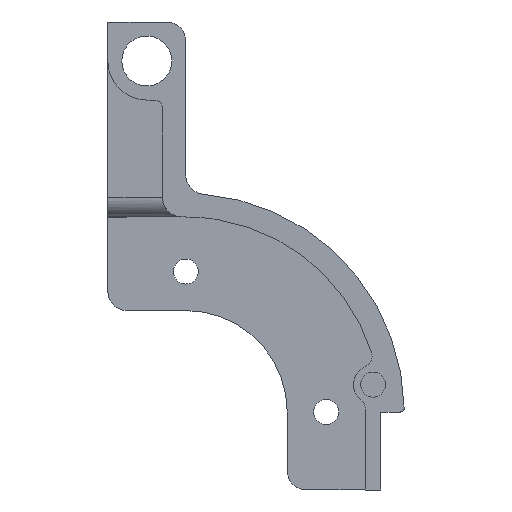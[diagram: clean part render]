
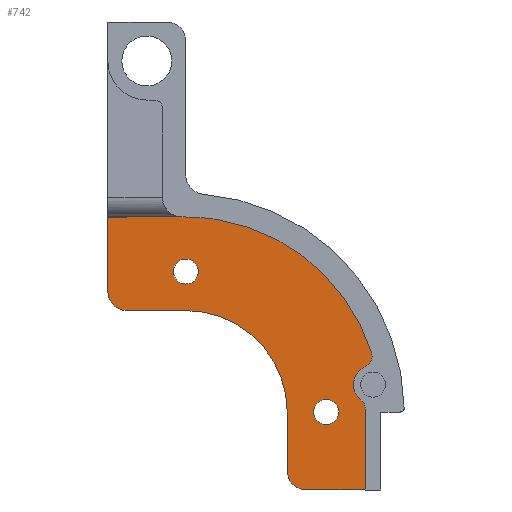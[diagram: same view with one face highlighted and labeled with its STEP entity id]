
A CAD part, front view. The second image highlights one B-rep face of the part: STEP entity #742.
In plain terms, the highlighted planar face has unit normal (0, -1, 0).
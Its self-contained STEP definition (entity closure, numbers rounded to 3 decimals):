
#23=FACE_BOUND('',#96,.T.);
#24=FACE_BOUND('',#97,.T.);
#30=PLANE('',#817);
#53=FACE_OUTER_BOUND('',#95,.T.);
#95=EDGE_LOOP('',(#533,#534,#535,#536,#537,#538,#539,#540,#541,#542,#543,
#544,#545,#546));
#96=EDGE_LOOP('',(#547));
#97=EDGE_LOOP('',(#548,#549));
#148=LINE('',#1204,#211);
#149=LINE('',#1206,#212);
#150=LINE('',#1210,#213);
#151=LINE('',#1214,#214);
#152=LINE('',#1218,#215);
#153=LINE('',#1219,#216);
#211=VECTOR('',#957,10.);
#212=VECTOR('',#958,9.5);
#213=VECTOR('',#961,7.5);
#214=VECTOR('',#964,7.5);
#215=VECTOR('',#967,7.5);
#216=VECTOR('',#968,10.378);
#273=CIRCLE('',#809,1.5);
#276=CIRCLE('',#813,25.);
#277=CIRCLE('',#815,1.5);
#279=CIRCLE('',#818,25.);
#280=CIRCLE('',#819,2.5);
#281=CIRCLE('',#820,13.);
#282=CIRCLE('',#821,2.5);
#283=CIRCLE('',#822,2.5);
#284=CIRCLE('',#823,1.6);
#285=CIRCLE('',#824,1.6);
#286=CIRCLE('',#825,1.6);
#329=VERTEX_POINT('',#1177);
#330=VERTEX_POINT('',#1178);
#334=VERTEX_POINT('',#1188);
#335=VERTEX_POINT('',#1192);
#336=VERTEX_POINT('',#1193);
#339=VERTEX_POINT('',#1201);
#340=VERTEX_POINT('',#1203);
#341=VERTEX_POINT('',#1205);
#342=VERTEX_POINT('',#1207);
#343=VERTEX_POINT('',#1209);
#344=VERTEX_POINT('',#1211);
#345=VERTEX_POINT('',#1213);
#346=VERTEX_POINT('',#1215);
#347=VERTEX_POINT('',#1217);
#348=VERTEX_POINT('',#1221);
#349=VERTEX_POINT('',#1223);
#350=VERTEX_POINT('',#1224);
#407=EDGE_CURVE('',#329,#330,#273,.T.);
#413=EDGE_CURVE('',#334,#329,#276,.T.);
#414=EDGE_CURVE('',#335,#336,#277,.T.);
#418=EDGE_CURVE('',#339,#334,#279,.T.);
#419=EDGE_CURVE('',#340,#339,#148,.T.);
#420=EDGE_CURVE('',#341,#340,#149,.T.);
#421=EDGE_CURVE('',#342,#341,#280,.T.);
#422=EDGE_CURVE('',#342,#343,#150,.T.);
#423=EDGE_CURVE('',#343,#344,#281,.T.);
#424=EDGE_CURVE('',#344,#345,#151,.T.);
#425=EDGE_CURVE('',#346,#345,#282,.T.);
#426=EDGE_CURVE('',#346,#347,#152,.T.);
#427=EDGE_CURVE('',#336,#347,#153,.T.);
#428=EDGE_CURVE('',#330,#335,#283,.T.);
#429=EDGE_CURVE('',#348,#348,#284,.T.);
#430=EDGE_CURVE('',#349,#350,#285,.T.);
#431=EDGE_CURVE('',#350,#349,#286,.T.);
#533=ORIENTED_EDGE('',*,*,#407,.F.);
#534=ORIENTED_EDGE('',*,*,#413,.F.);
#535=ORIENTED_EDGE('',*,*,#418,.F.);
#536=ORIENTED_EDGE('',*,*,#419,.F.);
#537=ORIENTED_EDGE('',*,*,#420,.F.);
#538=ORIENTED_EDGE('',*,*,#421,.F.);
#539=ORIENTED_EDGE('',*,*,#422,.T.);
#540=ORIENTED_EDGE('',*,*,#423,.T.);
#541=ORIENTED_EDGE('',*,*,#424,.T.);
#542=ORIENTED_EDGE('',*,*,#425,.F.);
#543=ORIENTED_EDGE('',*,*,#426,.T.);
#544=ORIENTED_EDGE('',*,*,#427,.F.);
#545=ORIENTED_EDGE('',*,*,#414,.F.);
#546=ORIENTED_EDGE('',*,*,#428,.F.);
#547=ORIENTED_EDGE('',*,*,#429,.T.);
#548=ORIENTED_EDGE('',*,*,#430,.T.);
#549=ORIENTED_EDGE('',*,*,#431,.T.);
#742=ADVANCED_FACE('',(#53,#23,#24),#30,.T.);
#809=AXIS2_PLACEMENT_3D('',#1179,#932,#933);
#813=AXIS2_PLACEMENT_3D('',#1190,#943,#944);
#815=AXIS2_PLACEMENT_3D('',#1194,#947,#948);
#817=AXIS2_PLACEMENT_3D('',#1200,#953,#954);
#818=AXIS2_PLACEMENT_3D('',#1202,#955,#956);
#819=AXIS2_PLACEMENT_3D('',#1208,#959,#960);
#820=AXIS2_PLACEMENT_3D('',#1212,#962,#963);
#821=AXIS2_PLACEMENT_3D('',#1216,#965,#966);
#822=AXIS2_PLACEMENT_3D('',#1220,#969,#970);
#823=AXIS2_PLACEMENT_3D('',#1222,#971,#972);
#824=AXIS2_PLACEMENT_3D('',#1225,#973,#974);
#825=AXIS2_PLACEMENT_3D('',#1226,#975,#976);
#932=DIRECTION('center_axis',(0.,1.,0.));
#933=DIRECTION('ref_axis',(0.912,0.,-0.41));
#943=DIRECTION('center_axis',(0.,1.,0.));
#944=DIRECTION('ref_axis',(1.,0.,0.));
#947=DIRECTION('center_axis',(0.,1.,0.));
#948=DIRECTION('ref_axis',(0.901,0.,0.433));
#953=DIRECTION('center_axis',(0.,-1.,0.));
#954=DIRECTION('ref_axis',(1.,0.,0.));
#955=DIRECTION('center_axis',(0.,1.,0.));
#956=DIRECTION('ref_axis',(1.,0.,0.));
#957=DIRECTION('',(1.,0.,0.));
#958=DIRECTION('',(0.,0.,1.));
#959=DIRECTION('center_axis',(0.,1.,0.));
#960=DIRECTION('ref_axis',(-0.707,0.,-0.707));
#961=DIRECTION('',(1.,0.,0.));
#962=DIRECTION('center_axis',(0.,1.,0.));
#963=DIRECTION('ref_axis',(1.,0.,0.));
#964=DIRECTION('',(0.,0.,-1.));
#965=DIRECTION('center_axis',(0.,1.,0.));
#966=DIRECTION('ref_axis',(-0.707,0.,-0.707));
#967=DIRECTION('',(1.,0.,0.));
#968=DIRECTION('',(0.,0.,-1.));
#969=DIRECTION('center_axis',(0.,-1.,0.));
#970=DIRECTION('ref_axis',(0.,0.,1.));
#971=DIRECTION('center_axis',(0.,1.,0.));
#972=DIRECTION('ref_axis',(1.,0.,0.));
#973=DIRECTION('center_axis',(0.,1.,0.));
#974=DIRECTION('ref_axis',(1.,0.,0.));
#975=DIRECTION('center_axis',(0.,1.,0.));
#976=DIRECTION('ref_axis',(1.,0.,0.));
#1177=CARTESIAN_POINT('',(-43.438,194.75,369.616));
#1178=CARTESIAN_POINT('',(-44.261,194.75,367.787));
#1179=CARTESIAN_POINT('Origin',(-44.867,194.75,369.159));
#1188=CARTESIAN_POINT('',(-63.083,194.75,386.65));
#1190=CARTESIAN_POINT('Origin',(-67.25,194.75,362.));
#1192=CARTESIAN_POINT('',(-44.812,194.75,363.548));
#1193=CARTESIAN_POINT('',(-44.25,194.75,362.378));
#1194=CARTESIAN_POINT('Origin',(-45.75,194.75,362.378));
#1200=CARTESIAN_POINT('Origin',(-67.25,194.75,362.));
#1201=CARTESIAN_POINT('',(-67.25,194.75,387.));
#1202=CARTESIAN_POINT('Origin',(-67.25,194.75,362.));
#1203=CARTESIAN_POINT('',(-77.25,194.75,387.));
#1204=CARTESIAN_POINT('',(-70.5,194.75,387.));
#1205=CARTESIAN_POINT('',(-77.25,194.75,377.5));
#1206=CARTESIAN_POINT('',(-77.25,194.75,382.));
#1207=CARTESIAN_POINT('',(-74.75,194.75,375.));
#1208=CARTESIAN_POINT('Origin',(-74.75,194.75,377.5));
#1209=CARTESIAN_POINT('',(-67.25,194.75,375.));
#1210=CARTESIAN_POINT('',(-67.25,194.75,375.));
#1211=CARTESIAN_POINT('',(-54.25,194.75,362.));
#1212=CARTESIAN_POINT('Origin',(-67.25,194.75,362.));
#1213=CARTESIAN_POINT('',(-54.25,194.75,354.5));
#1214=CARTESIAN_POINT('',(-54.25,194.75,357.));
#1215=CARTESIAN_POINT('',(-51.75,194.75,352.));
#1216=CARTESIAN_POINT('Origin',(-51.75,194.75,354.5));
#1217=CARTESIAN_POINT('',(-44.25,194.75,352.));
#1218=CARTESIAN_POINT('',(-45.25,194.75,352.));
#1219=CARTESIAN_POINT('',(-44.25,194.75,359.));
#1220=CARTESIAN_POINT('Origin',(-43.25,194.75,365.5));
#1221=CARTESIAN_POINT('',(-50.85,194.75,362.));
#1222=CARTESIAN_POINT('Origin',(-49.25,194.75,362.));
#1223=CARTESIAN_POINT('',(-67.25,194.75,381.6));
#1224=CARTESIAN_POINT('',(-68.85,194.75,380.));
#1225=CARTESIAN_POINT('Origin',(-67.25,194.75,380.));
#1226=CARTESIAN_POINT('Origin',(-67.25,194.75,380.));
